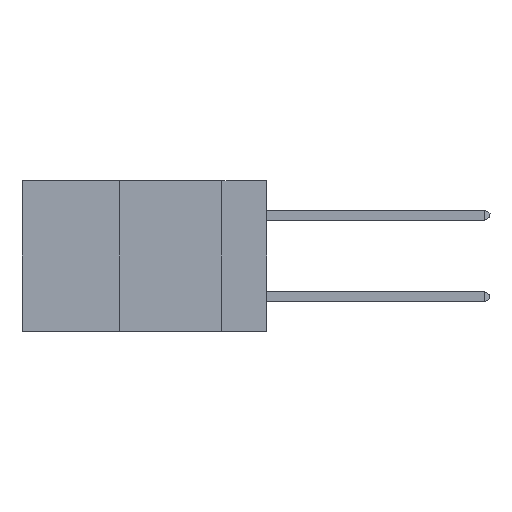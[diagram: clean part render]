
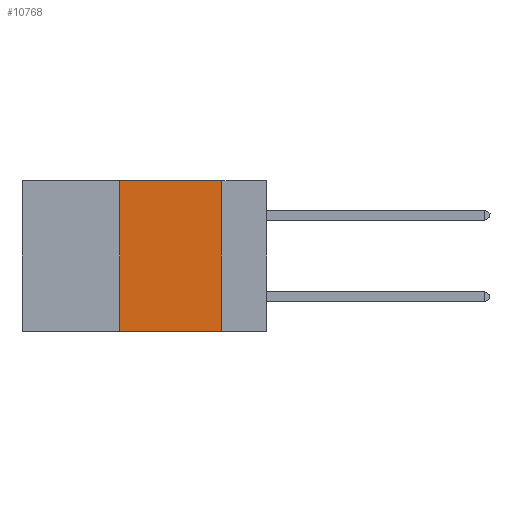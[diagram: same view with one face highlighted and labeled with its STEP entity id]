
A CAD part, left-side view. The second image highlights one B-rep face of the part: STEP entity #10768.
In plain terms, the highlighted planar face has unit normal (-1, 0, 0).
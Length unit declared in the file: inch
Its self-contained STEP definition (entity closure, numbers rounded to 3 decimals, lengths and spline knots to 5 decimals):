
#717 = FACE_OUTER_BOUND ( 'NONE', #7712, .T. ) ;
#1787 = DIRECTION ( 'NONE',  ( 0., -1., 0. ) ) ;
#1999 = CARTESIAN_POINT ( 'NONE',  ( 0., 0.11, -0.37 ) ) ;
#2771 = ORIENTED_EDGE ( 'NONE', *, *, #15734, .F. ) ;
#3557 = PLANE ( 'NONE',  #6841 ) ;
#3585 = VECTOR ( 'NONE', #5028, 39.37008 ) ;
#4837 = DIRECTION ( 'NONE',  ( 0., 0., -1. ) ) ;
#4915 = VERTEX_POINT ( 'NONE', #7630 ) ;
#5028 = DIRECTION ( 'NONE',  ( 0., 0., -1. ) ) ;
#5201 = LINE ( 'NONE', #9392, #8150 ) ;
#6558 = EDGE_CURVE ( 'NONE', #9521, #12867, #5201, .T. ) ;
#6610 = ORIENTED_EDGE ( 'NONE', *, *, #11997, .T. ) ;
#6841 = AXIS2_PLACEMENT_3D ( 'NONE', #15788, #12226, #4837 ) ;
#7630 = CARTESIAN_POINT ( 'NONE',  ( 0., 0.36, -0.37 ) ) ;
#7712 = EDGE_LOOP ( 'NONE', ( #8716, #12316, #2771, #6610 ) ) ;
#8150 = VECTOR ( 'NONE', #1787, 39.37008 ) ;
#8716 = ORIENTED_EDGE ( 'NONE', *, *, #12515, .F. ) ;
#9392 = CARTESIAN_POINT ( 'NONE',  ( 0., 0.6, 0. ) ) ;
#9521 = VERTEX_POINT ( 'NONE', #13309 ) ;
#9841 = LINE ( 'NONE', #11217, #3585 ) ;
#10135 = LINE ( 'NONE', #13765, #13346 ) ;
#10238 = VECTOR ( 'NONE', #14452, 39.37008 ) ;
#10678 = CARTESIAN_POINT ( 'NONE',  ( 0., 0.11, 0. ) ) ;
#10768 = ADVANCED_FACE ( 'NONE', ( #717 ), #3557, .F. ) ;
#11217 = CARTESIAN_POINT ( 'NONE',  ( 0., 0.11, 0. ) ) ;
#11311 = DIRECTION ( 'NONE',  ( 0., 0., 1. ) ) ;
#11997 = EDGE_CURVE ( 'NONE', #4915, #16080, #13828, .T. ) ;
#12226 = DIRECTION ( 'NONE',  ( 1., 0., 0. ) ) ;
#12316 = ORIENTED_EDGE ( 'NONE', *, *, #6558, .F. ) ;
#12515 = EDGE_CURVE ( 'NONE', #12867, #16080, #9841, .T. ) ;
#12867 = VERTEX_POINT ( 'NONE', #10678 ) ;
#13241 = CARTESIAN_POINT ( 'NONE',  ( 0., 0.6, -0.37 ) ) ;
#13309 = CARTESIAN_POINT ( 'NONE',  ( 0., 0.36, 0. ) ) ;
#13346 = VECTOR ( 'NONE', #11311, 39.37008 ) ;
#13765 = CARTESIAN_POINT ( 'NONE',  ( 0., 0.36, 0. ) ) ;
#13828 = LINE ( 'NONE', #13241, #10238 ) ;
#14452 = DIRECTION ( 'NONE',  ( 0., -1., 0. ) ) ;
#15734 = EDGE_CURVE ( 'NONE', #4915, #9521, #10135, .T. ) ;
#15788 = CARTESIAN_POINT ( 'NONE',  ( 0., 0.6, 0. ) ) ;
#16080 = VERTEX_POINT ( 'NONE', #1999 ) ;
